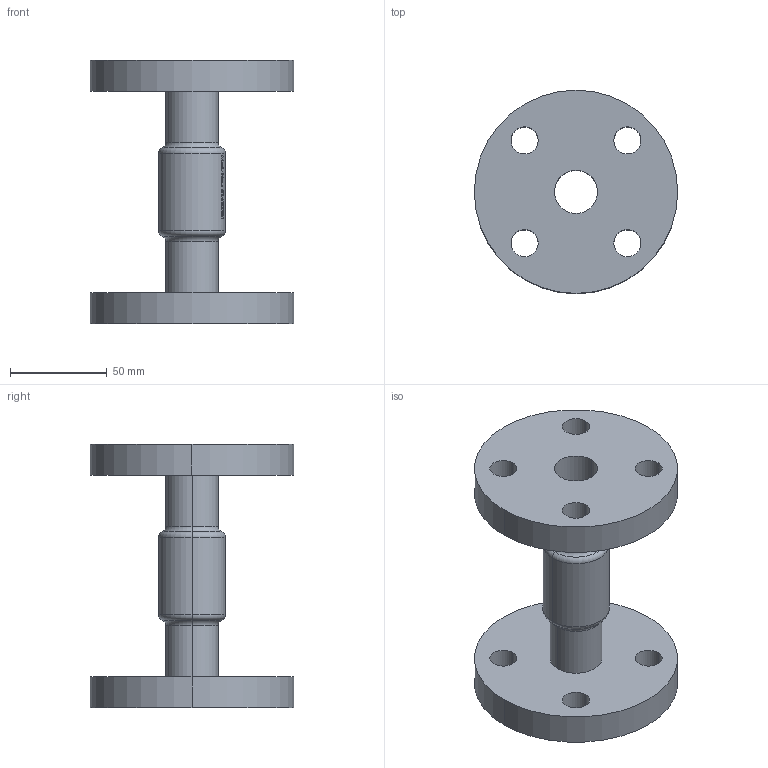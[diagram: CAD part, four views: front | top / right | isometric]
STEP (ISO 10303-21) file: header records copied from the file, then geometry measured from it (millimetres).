
FILE_DESCRIPTION (( 'STEP AP214' ), '1' );
FILE_NAME ('7120000_DN020_PN16_51420251.STEP', '2022-02-03T09:08:46', ( 'axxx' ), ( 'Hewlett-Packard Company' ), 'SwSTEP 2.0', 'SolidWorks 2019', '' );
FILE_SCHEMA (( 'AUTOMOTIVE_DESIGN' ));
Length unit declared in the file: millimetre
Products named in the file (1): 7120000_DN020_PN16_51420251
Bounding box: 105 x 105 x 136 mm (x, y, z)
Volume: 279741.9 mm3; surface area: 67806.2 mm2
Topology: 1 solids, 1 shells, 516 faces, 1341 edges, 890 vertices
Faces by surface type: plane 247, bspline 214, cylinder 47, torus 8
Entity records: 27783 total; most frequent: CARTESIAN_POINT 16541, ORIENTED_EDGE 2682, DIRECTION 1602, EDGE_CURVE 1341, VERTEX_POINT 890, VECTOR 736, LINE 736, EDGE_LOOP 597
